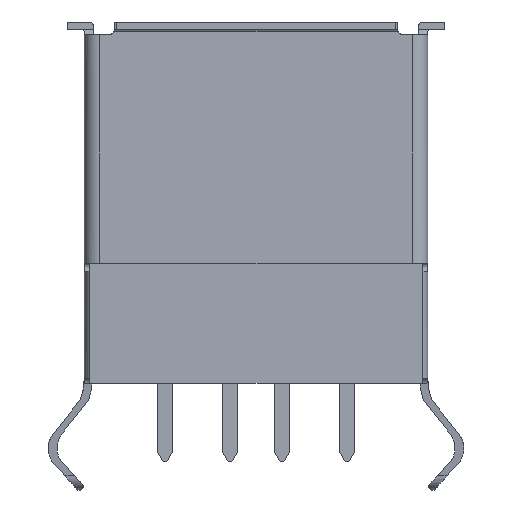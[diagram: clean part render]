
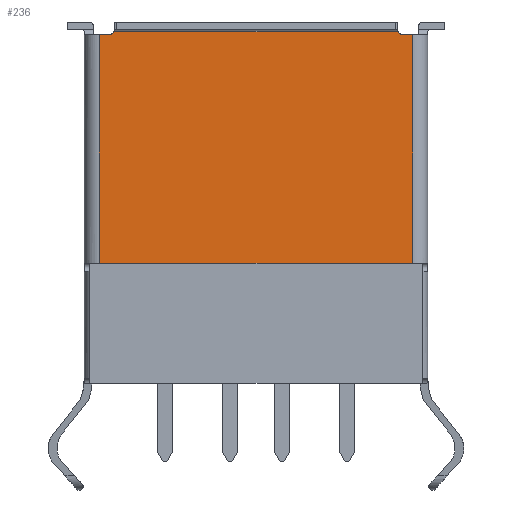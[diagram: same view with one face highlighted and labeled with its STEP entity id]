
A CAD part, front view. The second image highlights one B-rep face of the part: STEP entity #236.
In plain terms, the highlighted planar face has unit normal (0, -1, 0).
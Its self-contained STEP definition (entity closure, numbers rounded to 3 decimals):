
#236=ADVANCED_FACE('',(#596),#597,.T.);
#596=FACE_OUTER_BOUND('',#987,.T.);
#597=PLANE('',#988);
#987=EDGE_LOOP('',(#2488,#2489,#2490,#2491,#2492,#2493,#2494,#2495));
#988=AXIS2_PLACEMENT_3D('',#2496,#2497,#2498);
#2488=ORIENTED_EDGE('',*,*,#3090,.T.);
#2489=ORIENTED_EDGE('',*,*,#3258,.F.);
#2490=ORIENTED_EDGE('',*,*,#3099,.T.);
#2491=ORIENTED_EDGE('',*,*,#3087,.T.);
#2492=ORIENTED_EDGE('',*,*,#3190,.F.);
#2493=ORIENTED_EDGE('',*,*,#3289,.T.);
#2494=ORIENTED_EDGE('',*,*,#3018,.T.);
#2495=ORIENTED_EDGE('',*,*,#3082,.T.);
#2496=CARTESIAN_POINT('',(-10.0,0.74,-9.277));
#2497=DIRECTION('',(0.0,-1.0,0.0));
#2498=DIRECTION('',(0.0,0.0,-1.0));
#3018=EDGE_CURVE('',#3787,#3785,#3788,.T.);
#3082=EDGE_CURVE('',#3785,#3889,#3891,.T.);
#3087=EDGE_CURVE('',#3899,#3897,#3900,.T.);
#3090=EDGE_CURVE('',#3889,#3902,#3904,.T.);
#3099=EDGE_CURVE('',#3917,#3899,#3918,.T.);
#3190=EDGE_CURVE('',#4067,#3897,#4069,.T.);
#3258=EDGE_CURVE('',#3917,#3902,#4172,.T.);
#3289=EDGE_CURVE('',#4067,#3787,#4221,.T.);
#3785=VERTEX_POINT('',#5019);
#3787=VERTEX_POINT('',#5021);
#3788=LINE('',#5022,#5023);
#3889=VERTEX_POINT('',#5185);
#3891=LINE('',#5188,#5189);
#3897=VERTEX_POINT('',#5197);
#3899=VERTEX_POINT('',#5199);
#3900=LINE('',#5200,#5201);
#3902=VERTEX_POINT('',#5204);
#3904=CIRCLE('',#5213,0.188);
#3917=VERTEX_POINT('',#5236);
#3918=CIRCLE('',#5237,0.188);
#4067=VERTEX_POINT('',#5489);
#4069=LINE('',#5491,#5492);
#4172=LINE('',#5682,#5683);
#4221=LINE('',#5778,#5779);
#5019=CARTESIAN_POINT('',(6.017,0.74,-0.486));
#5021=CARTESIAN_POINT('',(6.017,0.74,-9.277));
#5022=CARTESIAN_POINT('',(6.017,0.74,-4.826));
#5023=VECTOR('',#6138,1.0);
#5185=CARTESIAN_POINT('',(5.634,0.74,-0.486));
#5188=CARTESIAN_POINT('',(-2.183,0.74,-0.486));
#5189=VECTOR('',#6246,1.0);
#5197=CARTESIAN_POINT('',(-6.017,0.74,-0.486));
#5199=CARTESIAN_POINT('',(-5.634,0.74,-0.486));
#5200=CARTESIAN_POINT('',(-8.125,0.74,-0.486));
#5201=VECTOR('',#6255,1.0);
#5204=CARTESIAN_POINT('',(5.467,0.74,-0.375));
#5213=AXIS2_PLACEMENT_3D('',#6257,#6258,#6259);
#5236=CARTESIAN_POINT('',(-5.467,0.74,-0.375));
#5237=AXIS2_PLACEMENT_3D('',#6275,#6276,#6277);
#5489=CARTESIAN_POINT('',(-6.017,0.74,-9.277));
#5491=CARTESIAN_POINT('',(-6.017,0.74,-4.826));
#5492=VECTOR('',#6407,1.0);
#5682=CARTESIAN_POINT('',(-10.0,0.74,-0.375));
#5683=VECTOR('',#6516,1.0);
#5778=CARTESIAN_POINT('',(-10.0,0.74,-9.277));
#5779=VECTOR('',#6567,1.0);
#6138=DIRECTION('',(0.,0.0,1.0));
#6246=DIRECTION('',(-1.0,0.0,0.));
#6255=DIRECTION('',(-1.0,0.0,0.));
#6257=CARTESIAN_POINT('',(5.638,0.74,-0.299));
#6258=DIRECTION('',(0.0,1.0,0.0));
#6259=DIRECTION('',(-1.0,0.0,0.));
#6275=CARTESIAN_POINT('',(-5.638,0.74,-0.299));
#6276=DIRECTION('',(0.0,1.0,0.0));
#6277=DIRECTION('',(-1.0,0.0,0.));
#6407=DIRECTION('',(0.,0.0,1.0));
#6516=DIRECTION('',(1.0,0.0,0.));
#6567=DIRECTION('',(1.0,0.0,0.));
